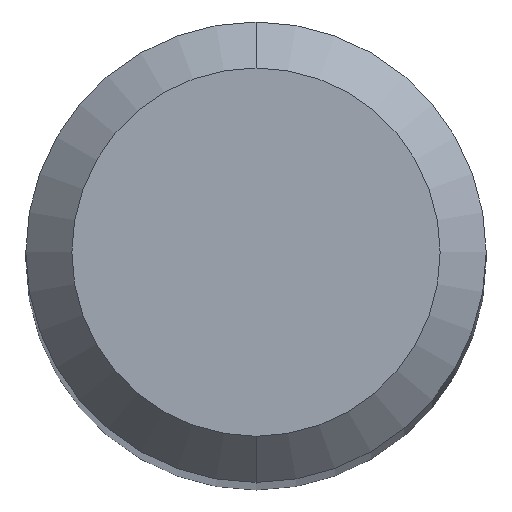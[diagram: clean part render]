
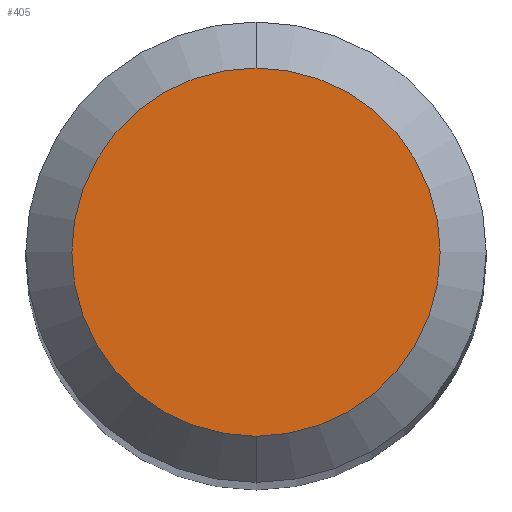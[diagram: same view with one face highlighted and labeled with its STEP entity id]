
A CAD part, top view. The second image highlights one B-rep face of the part: STEP entity #405.
In plain terms, the highlighted planar face has unit normal (0, 0, 1).
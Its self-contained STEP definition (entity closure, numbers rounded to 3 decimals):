
#175=EDGE_CURVE('',#181,#345,#468,.T.);
#181=VERTEX_POINT('',#474);
#305=EDGE_CURVE('',#345,#181,#611,.T.);
#345=VERTEX_POINT('',#656);
#405=ADVANCED_FACE('',(#720),#721,.T.);
#468=CIRCLE('',#782,1.2);
#474=CARTESIAN_POINT('',(0.,-1.2,0.0));
#611=CIRCLE('',#1046,1.2);
#656=CARTESIAN_POINT('',(0.0,1.2,0.0));
#720=FACE_OUTER_BOUND('',#1261,.T.);
#721=PLANE('',#1262);
#782=AXIS2_PLACEMENT_3D('',#1396,#1397,#1398);
#1046=AXIS2_PLACEMENT_3D('',#1557,#1558,#1559);
#1261=EDGE_LOOP('',(#1677,#1678));
#1262=AXIS2_PLACEMENT_3D('',#1679,#1680,#1681);
#1396=CARTESIAN_POINT('',(0.0,0.0,0.0));
#1397=DIRECTION('',(0.0,0.0,-1.0));
#1398=DIRECTION('',(0.0,1.0,0.0));
#1557=CARTESIAN_POINT('',(0.0,0.0,0.0));
#1558=DIRECTION('',(0.0,0.0,-1.0));
#1559=DIRECTION('',(0.0,1.0,0.0));
#1677=ORIENTED_EDGE('',*,*,#305,.F.);
#1678=ORIENTED_EDGE('',*,*,#175,.F.);
#1679=CARTESIAN_POINT('',(0.0,0.6,0.0));
#1680=DIRECTION('',(-0.0,0.0,1.0));
#1681=DIRECTION('',(0.0,-1.0,0.0));
